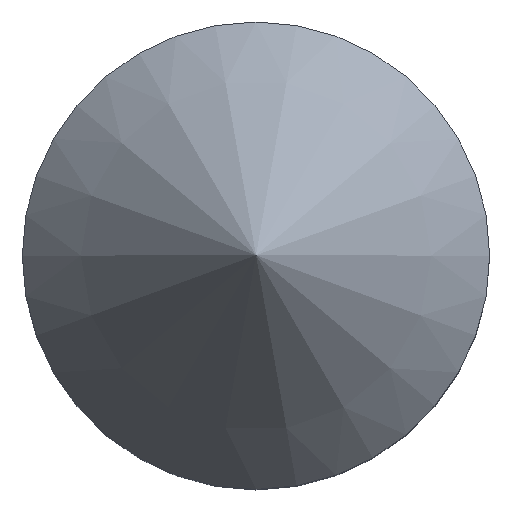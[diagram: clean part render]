
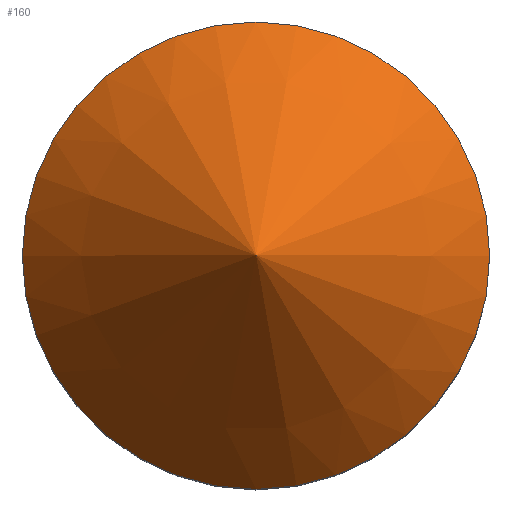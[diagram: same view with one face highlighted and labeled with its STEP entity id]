
A CAD part, top view. The second image highlights one B-rep face of the part: STEP entity #160.
In plain terms, the highlighted conical face has half-angle 38.794 degrees and reference radius 0.75 mm.
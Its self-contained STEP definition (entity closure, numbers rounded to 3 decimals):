
#140 = VERTEX_POINT('',#141);
#141 = CARTESIAN_POINT('',(0.75,0.,31.45));
#147 = EDGE_CURVE('',#140,#140,#148,.T.);
#148 = CIRCLE('',#149,0.75);
#149 = AXIS2_PLACEMENT_3D('',#150,#151,#152);
#150 = CARTESIAN_POINT('',(0.,0.,31.45));
#151 = DIRECTION('',(0.,0.,1.));
#152 = DIRECTION('',(1.,0.,0.));
#160 = ADVANCED_FACE('',(#161),#173,.T.);
#161 = FACE_BOUND('',#162,.T.);
#162 = EDGE_LOOP('',(#163,#171,#172));
#163 = ORIENTED_EDGE('',*,*,#164,.T.);
#164 = EDGE_CURVE('',#140,#165,#167,.T.);
#165 = VERTEX_POINT('',#166);
#166 = CARTESIAN_POINT('',(0.,0.,32.383));
#167 = LINE('',#168,#169);
#168 = CARTESIAN_POINT('',(0.75,0.,31.45));
#169 = VECTOR('',#170,1.);
#170 = DIRECTION('',(-0.627,0.,0.779)
  );
#171 = ORIENTED_EDGE('',*,*,#164,.F.);
#172 = ORIENTED_EDGE('',*,*,#147,.T.);
#173 = CONICAL_SURFACE('',#174,0.75,0.677);
#174 = AXIS2_PLACEMENT_3D('',#175,#176,#177);
#175 = CARTESIAN_POINT('',(0.,0.,31.45));
#176 = DIRECTION('',(0.,0.,-1.));
#177 = DIRECTION('',(1.,0.,0.));
